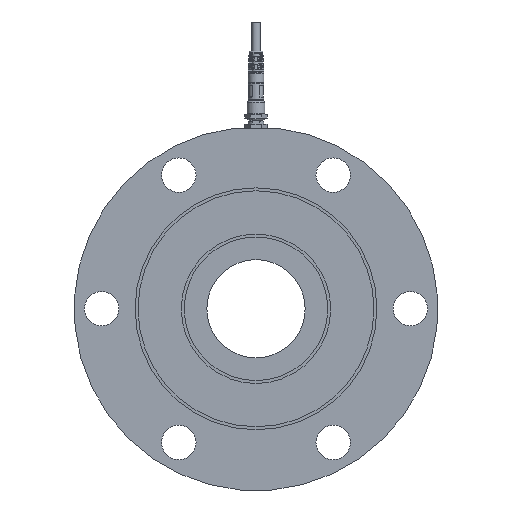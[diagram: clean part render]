
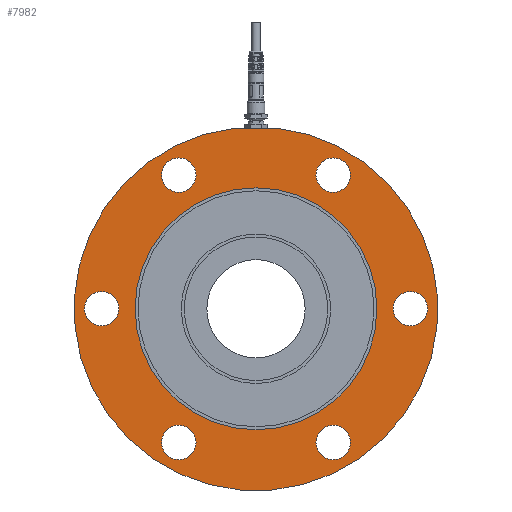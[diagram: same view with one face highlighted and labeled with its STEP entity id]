
A CAD part, front view. The second image highlights one B-rep face of the part: STEP entity #7982.
In plain terms, the highlighted planar face has unit normal (0, -1, 0).
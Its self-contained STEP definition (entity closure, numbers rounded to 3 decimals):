
#18 = EDGE_CURVE ( 'NONE', #754, #754, #9943, .T. ) ;
#117 = CARTESIAN_POINT ( 'NONE',  ( 78.5, 0., 0. ) ) ;
#152 = VERTEX_POINT ( 'NONE', #780 ) ;
#179 = DIRECTION ( 'NONE',  ( 0., 0., 1. ) ) ;
#754 = VERTEX_POINT ( 'NONE', #15844 ) ;
#780 = CARTESIAN_POINT ( 'NONE',  ( -11., 0., 91.844 ) ) ;
#845 = CIRCLE ( 'NONE', #5330, 92.5 ) ;
#1070 = CARTESIAN_POINT ( 'NONE',  ( 0., 0., 0. ) ) ;
#1191 = AXIS2_PLACEMENT_3D ( 'NONE', #7341, #4898, #4642 ) ;
#1668 = DIRECTION ( 'NONE',  ( 0., 1., 0. ) ) ;
#1770 = CARTESIAN_POINT ( 'NONE',  ( 11., 0., 91.844 ) ) ;
#1950 = CARTESIAN_POINT ( 'NONE',  ( 0., 0., 0. ) ) ;
#2281 = FACE_BOUND ( 'NONE', #8724, .T. ) ;
#2394 = EDGE_CURVE ( 'NONE', #12836, #152, #5506, .T. ) ;
#2579 = EDGE_LOOP ( 'NONE', ( #17305 ) ) ;
#2798 = AXIS2_PLACEMENT_3D ( 'NONE', #1070, #15637, #6225 ) ;
#2802 = ORIENTED_EDGE ( 'NONE', *, *, #3355, .T. ) ;
#3355 = EDGE_CURVE ( 'NONE', #11875, #11875, #7505, .T. ) ;
#3508 = FACE_BOUND ( 'NONE', #17116, .T. ) ;
#3996 = EDGE_CURVE ( 'NONE', #10904, #10904, #9500, .T. ) ;
#4410 = VERTEX_POINT ( 'NONE', #11072 ) ;
#4642 = DIRECTION ( 'NONE',  ( 0., 0., 1. ) ) ;
#4723 = FACE_OUTER_BOUND ( 'NONE', #12634, .T. ) ;
#4898 = DIRECTION ( 'NONE',  ( 0., 1., 0. ) ) ;
#4934 = CARTESIAN_POINT ( 'NONE',  ( 78.5, 0., 8.75 ) ) ;
#5017 = VERTEX_POINT ( 'NONE', #4934 ) ;
#5216 = AXIS2_PLACEMENT_3D ( 'NONE', #117, #14853, #5464 ) ;
#5266 = EDGE_CURVE ( 'NONE', #12836, #152, #845, .T. ) ;
#5330 = AXIS2_PLACEMENT_3D ( 'NONE', #1950, #9740, #15104 ) ;
#5394 = EDGE_CURVE ( 'NONE', #4410, #4410, #5615, .T. ) ;
#5464 = DIRECTION ( 'NONE',  ( 0., 0., 1. ) ) ;
#5506 = LINE ( 'NONE', #9614, #14510 ) ;
#5519 = CARTESIAN_POINT ( 'NONE',  ( -39.25, 0., -67.983 ) ) ;
#5615 = CIRCLE ( 'NONE', #14583, 8.75 ) ;
#5691 = EDGE_LOOP ( 'NONE', ( #16003 ) ) ;
#5851 = DIRECTION ( 'NONE',  ( 0., 0., 1. ) ) ;
#5961 = CARTESIAN_POINT ( 'NONE',  ( -39.25, 0., 67.983 ) ) ;
#6225 = DIRECTION ( 'NONE',  ( 0., 0., 1. ) ) ;
#7341 = CARTESIAN_POINT ( 'NONE',  ( 39.25, 0., 67.983 ) ) ;
#7404 = CIRCLE ( 'NONE', #17218, 8.75 ) ;
#7446 = DIRECTION ( 'NONE',  ( 0., 0., 1. ) ) ;
#7467 = CARTESIAN_POINT ( 'NONE',  ( 39.25, 0., 76.733 ) ) ;
#7505 = CIRCLE ( 'NONE', #17317, 8.75 ) ;
#7982 = ADVANCED_FACE ( 'NONE', ( #15525, #8921, #13149, #17093, #2281, #3508, #4723, #11392 ), #10246, .F. ) ;
#8145 = CARTESIAN_POINT ( 'NONE',  ( -39.25, 0., -59.233 ) ) ;
#8441 = CIRCLE ( 'NONE', #1191, 8.75 ) ;
#8543 = AXIS2_PLACEMENT_3D ( 'NONE', #12700, #11284, #5851 ) ;
#8724 = EDGE_LOOP ( 'NONE', ( #8897 ) ) ;
#8897 = ORIENTED_EDGE ( 'NONE', *, *, #5394, .T. ) ;
#8921 = FACE_BOUND ( 'NONE', #16413, .T. ) ;
#9393 = VERTEX_POINT ( 'NONE', #8145 ) ;
#9464 = EDGE_CURVE ( 'NONE', #5017, #5017, #12776, .T. ) ;
#9500 = CIRCLE ( 'NONE', #2798, 61.5 ) ;
#9614 = CARTESIAN_POINT ( 'NONE',  ( -11., 0., 91.844 ) ) ;
#9740 = DIRECTION ( 'NONE',  ( 0., 1., 0. ) ) ;
#9943 = CIRCLE ( 'NONE', #8543, 8.75 ) ;
#9978 = ORIENTED_EDGE ( 'NONE', *, *, #18, .T. ) ;
#10246 = PLANE ( 'NONE',  #15246 ) ;
#10277 = VERTEX_POINT ( 'NONE', #7467 ) ;
#10514 = EDGE_CURVE ( 'NONE', #10277, #10277, #8441, .T. ) ;
#10558 = CARTESIAN_POINT ( 'NONE',  ( -78.5, 0., 8.75 ) ) ;
#10904 = VERTEX_POINT ( 'NONE', #12056 ) ;
#11072 = CARTESIAN_POINT ( 'NONE',  ( -39.25, 0., 76.733 ) ) ;
#11219 = CARTESIAN_POINT ( 'NONE',  ( -78.5, 0., 0. ) ) ;
#11284 = DIRECTION ( 'NONE',  ( 0., 1., 0. ) ) ;
#11319 = DIRECTION ( 'NONE',  ( 0., 1., 0. ) ) ;
#11392 = FACE_BOUND ( 'NONE', #5691, .T. ) ;
#11875 = VERTEX_POINT ( 'NONE', #10558 ) ;
#12012 = ORIENTED_EDGE ( 'NONE', *, *, #16404, .T. ) ;
#12056 = CARTESIAN_POINT ( 'NONE',  ( 0., 0., 61.5 ) ) ;
#12283 = ORIENTED_EDGE ( 'NONE', *, *, #5266, .F. ) ;
#12339 = DIRECTION ( 'NONE',  ( -1., 0., 0. ) ) ;
#12634 = EDGE_LOOP ( 'NONE', ( #12283, #13362 ) ) ;
#12700 = CARTESIAN_POINT ( 'NONE',  ( 39.25, 0., -67.983 ) ) ;
#12776 = CIRCLE ( 'NONE', #5216, 8.75 ) ;
#12836 = VERTEX_POINT ( 'NONE', #1770 ) ;
#12890 = DIRECTION ( 'NONE',  ( 0., 0., 1. ) ) ;
#12972 = DIRECTION ( 'NONE',  ( 0., 1., 0. ) ) ;
#13096 = ORIENTED_EDGE ( 'NONE', *, *, #9464, .T. ) ;
#13149 = FACE_BOUND ( 'NONE', #15831, .T. ) ;
#13362 = ORIENTED_EDGE ( 'NONE', *, *, #2394, .T. ) ;
#14286 = CARTESIAN_POINT ( 'NONE',  ( 61.5, 0., 0. ) ) ;
#14510 = VECTOR ( 'NONE', #12339, 1000. ) ;
#14583 = AXIS2_PLACEMENT_3D ( 'NONE', #5961, #11319, #16683 ) ;
#14853 = DIRECTION ( 'NONE',  ( 0., 1., 0. ) ) ;
#15104 = DIRECTION ( 'NONE',  ( 0., 0., 1. ) ) ;
#15246 = AXIS2_PLACEMENT_3D ( 'NONE', #14286, #12972, #12890 ) ;
#15343 = EDGE_LOOP ( 'NONE', ( #12012 ) ) ;
#15525 = FACE_BOUND ( 'NONE', #15343, .T. ) ;
#15637 = DIRECTION ( 'NONE',  ( 0., 1., 0. ) ) ;
#15831 = EDGE_LOOP ( 'NONE', ( #13096 ) ) ;
#15844 = CARTESIAN_POINT ( 'NONE',  ( 39.25, 0., -59.233 ) ) ;
#16003 = ORIENTED_EDGE ( 'NONE', *, *, #3996, .T. ) ;
#16404 = EDGE_CURVE ( 'NONE', #9393, #9393, #7404, .T. ) ;
#16413 = EDGE_LOOP ( 'NONE', ( #9978 ) ) ;
#16683 = DIRECTION ( 'NONE',  ( 0., 0., 1. ) ) ;
#16758 = DIRECTION ( 'NONE',  ( 0., 1., 0. ) ) ;
#17093 = FACE_BOUND ( 'NONE', #2579, .T. ) ;
#17116 = EDGE_LOOP ( 'NONE', ( #2802 ) ) ;
#17218 = AXIS2_PLACEMENT_3D ( 'NONE', #5519, #1668, #179 ) ;
#17305 = ORIENTED_EDGE ( 'NONE', *, *, #10514, .T. ) ;
#17317 = AXIS2_PLACEMENT_3D ( 'NONE', #11219, #16758, #7446 ) ;
